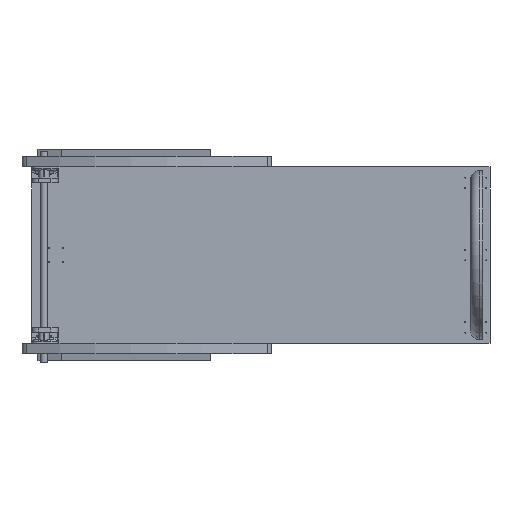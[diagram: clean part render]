
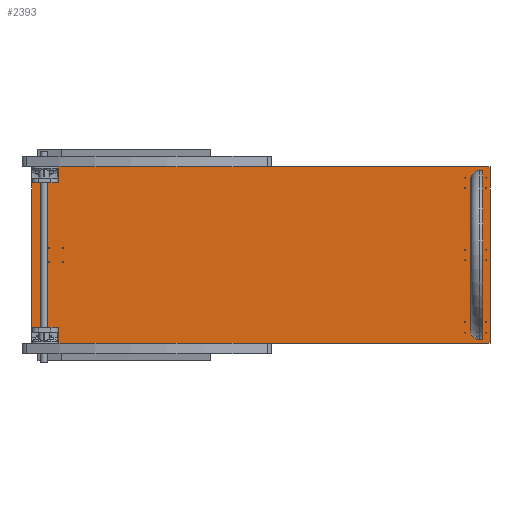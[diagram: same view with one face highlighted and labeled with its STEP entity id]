
A CAD part, front view. The second image highlights one B-rep face of the part: STEP entity #2393.
In plain terms, the highlighted planar face has unit normal (0, -1, 0).
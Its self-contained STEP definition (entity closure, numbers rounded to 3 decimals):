
#156=FACE_BOUND('',#651,.T.);
#157=FACE_BOUND('',#652,.T.);
#158=FACE_BOUND('',#653,.T.);
#159=FACE_BOUND('',#654,.T.);
#160=FACE_BOUND('',#655,.T.);
#161=FACE_BOUND('',#656,.T.);
#162=FACE_BOUND('',#657,.T.);
#163=FACE_BOUND('',#658,.T.);
#164=FACE_BOUND('',#659,.T.);
#165=FACE_BOUND('',#660,.T.);
#166=FACE_BOUND('',#661,.T.);
#167=FACE_BOUND('',#662,.T.);
#168=FACE_BOUND('',#663,.T.);
#169=FACE_BOUND('',#664,.T.);
#170=FACE_BOUND('',#665,.T.);
#171=FACE_BOUND('',#666,.T.);
#172=FACE_BOUND('',#667,.T.);
#173=FACE_BOUND('',#668,.T.);
#174=FACE_BOUND('',#669,.T.);
#175=FACE_BOUND('',#670,.T.);
#258=CIRCLE('',#2667,1.5);
#260=CIRCLE('',#2670,1.5);
#262=CIRCLE('',#2673,1.5);
#264=CIRCLE('',#2676,1.5);
#266=CIRCLE('',#2679,1.5);
#268=CIRCLE('',#2682,1.5);
#270=CIRCLE('',#2685,1.5);
#272=CIRCLE('',#2688,1.5);
#274=CIRCLE('',#2691,1.5);
#276=CIRCLE('',#2694,1.5);
#278=CIRCLE('',#2697,1.5);
#280=CIRCLE('',#2700,1.5);
#282=CIRCLE('',#2703,1.5);
#284=CIRCLE('',#2706,1.5);
#286=CIRCLE('',#2709,1.5);
#288=CIRCLE('',#2712,1.5);
#290=CIRCLE('',#2715,1.5);
#292=CIRCLE('',#2718,1.5);
#294=CIRCLE('',#2721,1.5);
#296=CIRCLE('',#2724,1.5);
#478=FACE_OUTER_BOUND('',#650,.T.);
#650=EDGE_LOOP('',(#2183,#2184,#2185,#2186));
#651=EDGE_LOOP('',(#2187));
#652=EDGE_LOOP('',(#2188));
#653=EDGE_LOOP('',(#2189));
#654=EDGE_LOOP('',(#2190));
#655=EDGE_LOOP('',(#2191));
#656=EDGE_LOOP('',(#2192));
#657=EDGE_LOOP('',(#2193));
#658=EDGE_LOOP('',(#2194));
#659=EDGE_LOOP('',(#2195));
#660=EDGE_LOOP('',(#2196));
#661=EDGE_LOOP('',(#2197));
#662=EDGE_LOOP('',(#2198));
#663=EDGE_LOOP('',(#2199));
#664=EDGE_LOOP('',(#2200));
#665=EDGE_LOOP('',(#2201));
#666=EDGE_LOOP('',(#2202));
#667=EDGE_LOOP('',(#2203));
#668=EDGE_LOOP('',(#2204));
#669=EDGE_LOOP('',(#2205));
#670=EDGE_LOOP('',(#2206));
#840=LINE('',#4418,#1019);
#843=LINE('',#4424,#1022);
#846=LINE('',#4430,#1025);
#849=LINE('',#4434,#1028);
#1019=VECTOR('',#3401,10.);
#1022=VECTOR('',#3406,10.);
#1025=VECTOR('',#3411,10.);
#1028=VECTOR('',#3416,10.);
#1194=VERTEX_POINT('',#4294);
#1196=VERTEX_POINT('',#4300);
#1198=VERTEX_POINT('',#4306);
#1200=VERTEX_POINT('',#4312);
#1202=VERTEX_POINT('',#4318);
#1204=VERTEX_POINT('',#4324);
#1206=VERTEX_POINT('',#4330);
#1208=VERTEX_POINT('',#4336);
#1210=VERTEX_POINT('',#4342);
#1212=VERTEX_POINT('',#4348);
#1214=VERTEX_POINT('',#4354);
#1216=VERTEX_POINT('',#4360);
#1218=VERTEX_POINT('',#4366);
#1220=VERTEX_POINT('',#4372);
#1222=VERTEX_POINT('',#4378);
#1224=VERTEX_POINT('',#4384);
#1226=VERTEX_POINT('',#4390);
#1228=VERTEX_POINT('',#4396);
#1230=VERTEX_POINT('',#4402);
#1232=VERTEX_POINT('',#4408);
#1235=VERTEX_POINT('',#4415);
#1236=VERTEX_POINT('',#4417);
#1238=VERTEX_POINT('',#4423);
#1240=VERTEX_POINT('',#4429);
#1493=EDGE_CURVE('',#1194,#1194,#258,.T.);
#1496=EDGE_CURVE('',#1196,#1196,#260,.T.);
#1499=EDGE_CURVE('',#1198,#1198,#262,.T.);
#1502=EDGE_CURVE('',#1200,#1200,#264,.T.);
#1505=EDGE_CURVE('',#1202,#1202,#266,.T.);
#1508=EDGE_CURVE('',#1204,#1204,#268,.T.);
#1511=EDGE_CURVE('',#1206,#1206,#270,.T.);
#1514=EDGE_CURVE('',#1208,#1208,#272,.T.);
#1517=EDGE_CURVE('',#1210,#1210,#274,.T.);
#1520=EDGE_CURVE('',#1212,#1212,#276,.T.);
#1523=EDGE_CURVE('',#1214,#1214,#278,.T.);
#1526=EDGE_CURVE('',#1216,#1216,#280,.T.);
#1529=EDGE_CURVE('',#1218,#1218,#282,.T.);
#1532=EDGE_CURVE('',#1220,#1220,#284,.T.);
#1535=EDGE_CURVE('',#1222,#1222,#286,.T.);
#1538=EDGE_CURVE('',#1224,#1224,#288,.T.);
#1541=EDGE_CURVE('',#1226,#1226,#290,.T.);
#1544=EDGE_CURVE('',#1228,#1228,#292,.T.);
#1547=EDGE_CURVE('',#1230,#1230,#294,.T.);
#1550=EDGE_CURVE('',#1232,#1232,#296,.T.);
#1553=EDGE_CURVE('',#1236,#1235,#840,.T.);
#1556=EDGE_CURVE('',#1238,#1236,#843,.T.);
#1559=EDGE_CURVE('',#1240,#1238,#846,.T.);
#1562=EDGE_CURVE('',#1235,#1240,#849,.T.);
#2183=ORIENTED_EDGE('',*,*,#1562,.T.);
#2184=ORIENTED_EDGE('',*,*,#1559,.T.);
#2185=ORIENTED_EDGE('',*,*,#1556,.T.);
#2186=ORIENTED_EDGE('',*,*,#1553,.T.);
#2187=ORIENTED_EDGE('',*,*,#1493,.T.);
#2188=ORIENTED_EDGE('',*,*,#1496,.T.);
#2189=ORIENTED_EDGE('',*,*,#1499,.T.);
#2190=ORIENTED_EDGE('',*,*,#1502,.T.);
#2191=ORIENTED_EDGE('',*,*,#1505,.T.);
#2192=ORIENTED_EDGE('',*,*,#1508,.T.);
#2193=ORIENTED_EDGE('',*,*,#1511,.T.);
#2194=ORIENTED_EDGE('',*,*,#1514,.T.);
#2195=ORIENTED_EDGE('',*,*,#1517,.T.);
#2196=ORIENTED_EDGE('',*,*,#1520,.T.);
#2197=ORIENTED_EDGE('',*,*,#1523,.T.);
#2198=ORIENTED_EDGE('',*,*,#1526,.T.);
#2199=ORIENTED_EDGE('',*,*,#1529,.T.);
#2200=ORIENTED_EDGE('',*,*,#1532,.T.);
#2201=ORIENTED_EDGE('',*,*,#1535,.T.);
#2202=ORIENTED_EDGE('',*,*,#1538,.T.);
#2203=ORIENTED_EDGE('',*,*,#1541,.T.);
#2204=ORIENTED_EDGE('',*,*,#1544,.T.);
#2205=ORIENTED_EDGE('',*,*,#1547,.T.);
#2206=ORIENTED_EDGE('',*,*,#1550,.T.);
#2267=PLANE('',#2730);
#2393=ADVANCED_FACE('',(#478,#156,#157,#158,#159,#160,#161,#162,#163,#164,
#165,#166,#167,#168,#169,#170,#171,#172,#173,#174,#175),#2267,.T.);
#2667=AXIS2_PLACEMENT_3D('',#4296,#3262,#3263);
#2670=AXIS2_PLACEMENT_3D('',#4302,#3269,#3270);
#2673=AXIS2_PLACEMENT_3D('',#4308,#3276,#3277);
#2676=AXIS2_PLACEMENT_3D('',#4314,#3283,#3284);
#2679=AXIS2_PLACEMENT_3D('',#4320,#3290,#3291);
#2682=AXIS2_PLACEMENT_3D('',#4326,#3297,#3298);
#2685=AXIS2_PLACEMENT_3D('',#4332,#3304,#3305);
#2688=AXIS2_PLACEMENT_3D('',#4338,#3311,#3312);
#2691=AXIS2_PLACEMENT_3D('',#4344,#3318,#3319);
#2694=AXIS2_PLACEMENT_3D('',#4350,#3325,#3326);
#2697=AXIS2_PLACEMENT_3D('',#4356,#3332,#3333);
#2700=AXIS2_PLACEMENT_3D('',#4362,#3339,#3340);
#2703=AXIS2_PLACEMENT_3D('',#4368,#3346,#3347);
#2706=AXIS2_PLACEMENT_3D('',#4374,#3353,#3354);
#2709=AXIS2_PLACEMENT_3D('',#4380,#3360,#3361);
#2712=AXIS2_PLACEMENT_3D('',#4386,#3367,#3368);
#2715=AXIS2_PLACEMENT_3D('',#4392,#3374,#3375);
#2718=AXIS2_PLACEMENT_3D('',#4398,#3381,#3382);
#2721=AXIS2_PLACEMENT_3D('',#4404,#3388,#3389);
#2724=AXIS2_PLACEMENT_3D('',#4410,#3395,#3396);
#2730=AXIS2_PLACEMENT_3D('',#4436,#3419,#3420);
#3262=DIRECTION('center_axis',(0.,1.,0.));
#3263=DIRECTION('ref_axis',(0.,0.,1.));
#3269=DIRECTION('center_axis',(0.,1.,0.));
#3270=DIRECTION('ref_axis',(0.,0.,1.));
#3276=DIRECTION('center_axis',(0.,1.,0.));
#3277=DIRECTION('ref_axis',(0.,0.,1.));
#3283=DIRECTION('center_axis',(0.,1.,0.));
#3284=DIRECTION('ref_axis',(0.,0.,1.));
#3290=DIRECTION('center_axis',(0.,1.,0.));
#3291=DIRECTION('ref_axis',(0.,0.,1.));
#3297=DIRECTION('center_axis',(0.,1.,0.));
#3298=DIRECTION('ref_axis',(0.,0.,1.));
#3304=DIRECTION('center_axis',(0.,1.,0.));
#3305=DIRECTION('ref_axis',(0.,0.,1.));
#3311=DIRECTION('center_axis',(0.,1.,0.));
#3312=DIRECTION('ref_axis',(0.,0.,1.));
#3318=DIRECTION('center_axis',(0.,1.,0.));
#3319=DIRECTION('ref_axis',(0.,0.,1.));
#3325=DIRECTION('center_axis',(0.,1.,0.));
#3326=DIRECTION('ref_axis',(0.,0.,1.));
#3332=DIRECTION('center_axis',(0.,1.,0.));
#3333=DIRECTION('ref_axis',(0.,0.,1.));
#3339=DIRECTION('center_axis',(0.,1.,0.));
#3340=DIRECTION('ref_axis',(0.,0.,1.));
#3346=DIRECTION('center_axis',(0.,1.,0.));
#3347=DIRECTION('ref_axis',(0.,0.,1.));
#3353=DIRECTION('center_axis',(0.,1.,0.));
#3354=DIRECTION('ref_axis',(0.,0.,1.));
#3360=DIRECTION('center_axis',(0.,1.,0.));
#3361=DIRECTION('ref_axis',(0.,0.,1.));
#3367=DIRECTION('center_axis',(0.,1.,0.));
#3368=DIRECTION('ref_axis',(0.,0.,1.));
#3374=DIRECTION('center_axis',(0.,1.,0.));
#3375=DIRECTION('ref_axis',(0.,0.,1.));
#3381=DIRECTION('center_axis',(0.,1.,0.));
#3382=DIRECTION('ref_axis',(0.,0.,1.));
#3388=DIRECTION('center_axis',(0.,1.,0.));
#3389=DIRECTION('ref_axis',(0.,0.,1.));
#3395=DIRECTION('center_axis',(0.,1.,0.));
#3396=DIRECTION('ref_axis',(0.,0.,1.));
#3401=DIRECTION('',(-1.,0.,0.));
#3406=DIRECTION('',(0.,0.,1.));
#3411=DIRECTION('',(1.,0.,0.));
#3416=DIRECTION('',(0.,0.,-1.));
#3419=DIRECTION('center_axis',(0.,-1.,0.));
#3420=DIRECTION('ref_axis',(0.,0.,-1.));
#4294=CARTESIAN_POINT('',(1230.,-30.,-61.5));
#4296=CARTESIAN_POINT('Origin',(1230.,-30.,-60.));
#4300=CARTESIAN_POINT('',(1290.,-30.,-31.5));
#4302=CARTESIAN_POINT('Origin',(1290.,-30.,-30.));
#4306=CARTESIAN_POINT('',(1290.,-30.,-236.5));
#4308=CARTESIAN_POINT('Origin',(1290.,-30.,-235.));
#4312=CARTESIAN_POINT('',(1230.,-30.,-266.5));
#4314=CARTESIAN_POINT('Origin',(1230.,-30.,-265.));
#4318=CARTESIAN_POINT('',(1290.,-30.,-471.5));
#4320=CARTESIAN_POINT('Origin',(1290.,-30.,-470.));
#4324=CARTESIAN_POINT('',(1230.,-30.,-471.5));
#4326=CARTESIAN_POINT('Origin',(1230.,-30.,-470.));
#4330=CARTESIAN_POINT('',(1230.,-30.,-441.5));
#4332=CARTESIAN_POINT('Origin',(1230.,-30.,-440.));
#4336=CARTESIAN_POINT('',(1290.,-30.,-441.5));
#4338=CARTESIAN_POINT('Origin',(1290.,-30.,-440.));
#4342=CARTESIAN_POINT('',(1290.,-30.,-266.5));
#4344=CARTESIAN_POINT('Origin',(1290.,-30.,-265.));
#4348=CARTESIAN_POINT('',(1230.,-30.,-236.5));
#4350=CARTESIAN_POINT('Origin',(1230.,-30.,-235.));
#4354=CARTESIAN_POINT('',(1290.,-30.,-61.5));
#4356=CARTESIAN_POINT('Origin',(1290.,-30.,-60.));
#4360=CARTESIAN_POINT('',(1230.,-30.,-31.5));
#4362=CARTESIAN_POINT('Origin',(1230.,-30.,-30.));
#4366=CARTESIAN_POINT('',(15.,-30.,-21.5));
#4368=CARTESIAN_POINT('Origin',(15.,-30.,-20.));
#4372=CARTESIAN_POINT('',(15.,-30.,-481.5));
#4374=CARTESIAN_POINT('Origin',(15.,-30.,-480.));
#4378=CARTESIAN_POINT('',(55.,-30.,-481.5));
#4380=CARTESIAN_POINT('Origin',(55.,-30.,-480.));
#4384=CARTESIAN_POINT('',(55.,-30.,-21.5));
#4386=CARTESIAN_POINT('Origin',(55.,-30.,-20.));
#4390=CARTESIAN_POINT('',(90.,-30.,-231.5));
#4392=CARTESIAN_POINT('Origin',(90.,-30.,-230.));
#4396=CARTESIAN_POINT('',(50.,-30.,-271.5));
#4398=CARTESIAN_POINT('Origin',(50.,-30.,-270.));
#4402=CARTESIAN_POINT('',(50.,-30.,-231.5));
#4404=CARTESIAN_POINT('Origin',(50.,-30.,-230.));
#4408=CARTESIAN_POINT('',(90.,-30.,-271.5));
#4410=CARTESIAN_POINT('Origin',(90.,-30.,-270.));
#4415=CARTESIAN_POINT('',(0.,-30.,0.));
#4417=CARTESIAN_POINT('',(1300.,-30.,0.));
#4418=CARTESIAN_POINT('',(0.,-30.,0.));
#4423=CARTESIAN_POINT('',(1300.,-30.,-500.));
#4424=CARTESIAN_POINT('',(1300.,-30.,0.));
#4429=CARTESIAN_POINT('',(0.,-30.,-500.));
#4430=CARTESIAN_POINT('',(1300.,-30.,-500.));
#4434=CARTESIAN_POINT('',(0.,-30.,-500.));
#4436=CARTESIAN_POINT('Origin',(650.,-30.,-250.));
